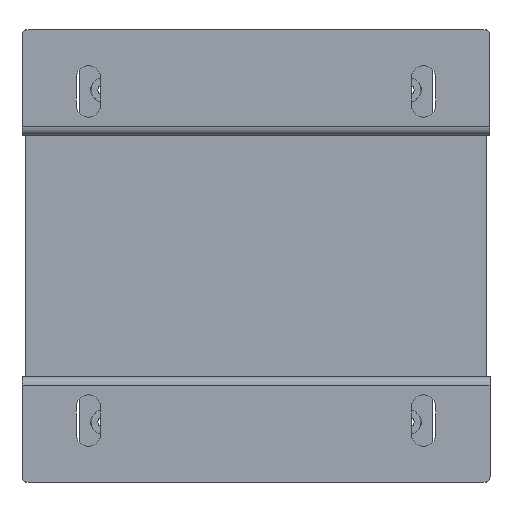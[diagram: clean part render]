
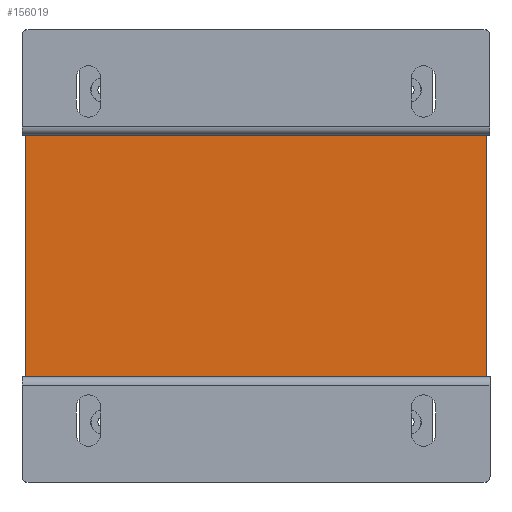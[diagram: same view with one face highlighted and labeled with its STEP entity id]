
A CAD part, front view. The second image highlights one B-rep face of the part: STEP entity #156019.
In plain terms, the highlighted planar face has unit normal (0, -1, 0).
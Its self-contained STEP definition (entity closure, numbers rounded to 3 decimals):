
#4171 = ORIENTED_EDGE ( 'NONE', *, *, #49647, .T. ) ;
#9187 = VECTOR ( 'NONE', #114125, 1000. ) ;
#9579 = FACE_OUTER_BOUND ( 'NONE', #142758, .T. ) ;
#12078 = CARTESIAN_POINT ( 'NONE',  ( -33.39, 1.339, 174.39 ) ) ;
#27006 = LINE ( 'NONE', #79234, #147189 ) ;
#34165 = CARTESIAN_POINT ( 'NONE',  ( 119.01, 1.339, 94.39 ) ) ;
#36068 = PLANE ( 'NONE',  #68415 ) ;
#37950 = DIRECTION ( 'NONE',  ( 1., 0., 0. ) ) ;
#41130 = VERTEX_POINT ( 'NONE', #110432 ) ;
#43002 = VERTEX_POINT ( 'NONE', #91750 ) ;
#49647 = EDGE_CURVE ( 'NONE', #43002, #41130, #78961, .T. ) ;
#55106 = EDGE_CURVE ( 'NONE', #161679, #161875, #127034, .T. ) ;
#68415 = AXIS2_PLACEMENT_3D ( 'NONE', #12078, #155942, #77160 ) ;
#71960 = ORIENTED_EDGE ( 'NONE', *, *, #98642, .T. ) ;
#77160 = DIRECTION ( 'NONE',  ( 0., 0., 1. ) ) ;
#78961 = LINE ( 'NONE', #143224, #129340 ) ;
#79234 = CARTESIAN_POINT ( 'NONE',  ( -33.39, 1.339, 174.39 ) ) ;
#80090 = DIRECTION ( 'NONE',  ( 1., 0., 0. ) ) ;
#87697 = ORIENTED_EDGE ( 'NONE', *, *, #143665, .F. ) ;
#91750 = CARTESIAN_POINT ( 'NONE',  ( -33.39, 1.339, 174.39 ) ) ;
#97113 = ORIENTED_EDGE ( 'NONE', *, *, #55106, .F. ) ;
#98642 = EDGE_CURVE ( 'NONE', #41130, #161875, #141592, .T. ) ;
#106419 = CARTESIAN_POINT ( 'NONE',  ( 119.01, 1.339, 174.39 ) ) ;
#110432 = CARTESIAN_POINT ( 'NONE',  ( -33.39, 1.339, 94.39 ) ) ;
#114125 = DIRECTION ( 'NONE',  ( 0., 0., -1. ) ) ;
#118330 = DIRECTION ( 'NONE',  ( 0., 0., -1. ) ) ;
#127034 = LINE ( 'NONE', #141521, #9187 ) ;
#129340 = VECTOR ( 'NONE', #118330, 1000. ) ;
#139905 = CARTESIAN_POINT ( 'NONE',  ( -33.39, 1.339, 94.39 ) ) ;
#141521 = CARTESIAN_POINT ( 'NONE',  ( 119.01, 1.339, 174.39 ) ) ;
#141592 = LINE ( 'NONE', #139905, #158606 ) ;
#142758 = EDGE_LOOP ( 'NONE', ( #71960, #97113, #87697, #4171 ) ) ;
#143224 = CARTESIAN_POINT ( 'NONE',  ( -33.39, 1.339, 174.39 ) ) ;
#143665 = EDGE_CURVE ( 'NONE', #43002, #161679, #27006, .T. ) ;
#147189 = VECTOR ( 'NONE', #80090, 1000. ) ;
#155942 = DIRECTION ( 'NONE',  ( 0., 1., 0. ) ) ;
#156019 = ADVANCED_FACE ( 'NONE', ( #9579 ), #36068, .F. ) ;
#158606 = VECTOR ( 'NONE', #37950, 1000. ) ;
#161679 = VERTEX_POINT ( 'NONE', #106419 ) ;
#161875 = VERTEX_POINT ( 'NONE', #34165 ) ;
